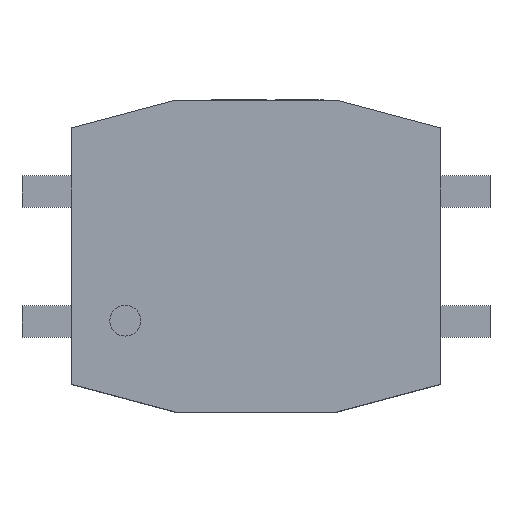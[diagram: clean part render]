
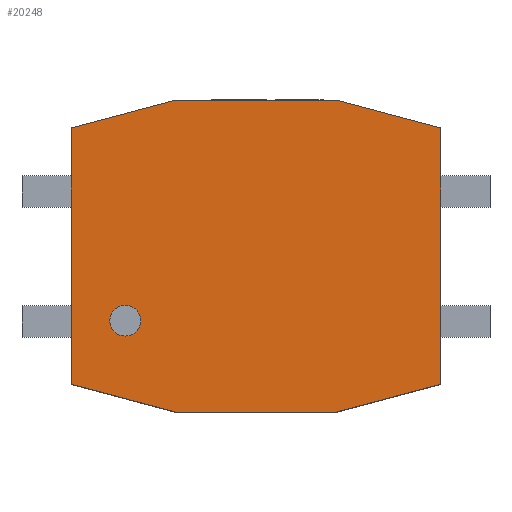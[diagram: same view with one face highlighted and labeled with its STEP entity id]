
A CAD part, top view. The second image highlights one B-rep face of the part: STEP entity #20248.
In plain terms, the highlighted planar face has unit normal (0, 0, 1).
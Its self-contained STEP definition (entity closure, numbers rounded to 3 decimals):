
#163 = EDGE_CURVE ( 'NONE', #15946, #2161, #14989, .T. ) ;
#321 = CARTESIAN_POINT ( 'NONE',  ( -2.515, -1.243, 3.5 ) ) ;
#401 = CARTESIAN_POINT ( 'NONE',  ( 3.55, 3., 3.5 ) ) ;
#705 = CARTESIAN_POINT ( 'NONE',  ( -2.219, -1.243, 3.5 ) ) ;
#1433 = CARTESIAN_POINT ( 'NONE',  ( -2.515, -1.243, 3.5 ) ) ;
#1884 = DIRECTION ( 'NONE',  ( 0., -1., 0. ) ) ;
#2161 = VERTEX_POINT ( 'NONE', #26220 ) ;
#2306 = DIRECTION ( 'NONE',  ( 0.966, 0.259, 0. ) ) ;
#2530 = DIRECTION ( 'NONE',  ( 1., 0., 0. ) ) ;
#2878 = CARTESIAN_POINT ( 'NONE',  ( -3.55, 2.464, 3.5 ) ) ;
#3183 = EDGE_LOOP ( 'NONE', ( #3650, #19375 ) ) ;
#3650 = ORIENTED_EDGE ( 'NONE', *, *, #16182, .F. ) ;
#3895 = VERTEX_POINT ( 'NONE', #2878 ) ;
#3930 = DIRECTION ( 'NONE',  ( 0., 0., 1. ) ) ;
#4084 = DIRECTION ( 'NONE',  ( -1., 0., 0. ) ) ;
#4346 = LINE ( 'NONE', #4514, #31299 ) ;
#4514 = CARTESIAN_POINT ( 'NONE',  ( 0.854, -3.187, 3.5 ) ) ;
#4559 = LINE ( 'NONE', #20518, #13105 ) ;
#4677 = DIRECTION ( 'NONE',  ( 1., 0., 0. ) ) ;
#5408 = CARTESIAN_POINT ( 'NONE',  ( -2.81, -1.243, 3.5 ) ) ;
#5521 = CARTESIAN_POINT ( 'NONE',  ( 1.55, 3., 3.5 ) ) ;
#5944 = VECTOR ( 'NONE', #19946, 1000. ) ;
#6459 = VERTEX_POINT ( 'NONE', #12291 ) ;
#7233 = CARTESIAN_POINT ( 'NONE',  ( -0.854, -3.187, 3.5 ) ) ;
#8968 = CARTESIAN_POINT ( 'NONE',  ( 0., 0., 3.5 ) ) ;
#9347 = VECTOR ( 'NONE', #19294, 1000. ) ;
#10446 = VECTOR ( 'NONE', #12448, 1000. ) ;
#11321 = FACE_BOUND ( 'NONE', #3183, .T. ) ;
#11881 = VERTEX_POINT ( 'NONE', #19738 ) ;
#11992 = CARTESIAN_POINT ( 'NONE',  ( -3.55, -3., 3.5 ) ) ;
#12291 = CARTESIAN_POINT ( 'NONE',  ( -3.55, -2.464, 3.5 ) ) ;
#12366 = LINE ( 'NONE', #401, #14696 ) ;
#12448 = DIRECTION ( 'NONE',  ( 1., 0., 0. ) ) ;
#13105 = VECTOR ( 'NONE', #1884, 1000. ) ;
#13245 = DIRECTION ( 'NONE',  ( 1., 0., 0. ) ) ;
#13852 = PLANE ( 'NONE',  #25504 ) ;
#14373 = DIRECTION ( 'NONE',  ( 0., 0., 1. ) ) ;
#14388 = VERTEX_POINT ( 'NONE', #5408 ) ;
#14432 = EDGE_CURVE ( 'NONE', #3895, #6459, #4559, .T. ) ;
#14440 = DIRECTION ( 'NONE',  ( 0., 1., 0. ) ) ;
#14470 = ORIENTED_EDGE ( 'NONE', *, *, #18362, .T. ) ;
#14696 = VECTOR ( 'NONE', #14440, 1000. ) ;
#14972 = ORIENTED_EDGE ( 'NONE', *, *, #17279, .T. ) ;
#14989 = LINE ( 'NONE', #11992, #10446 ) ;
#15462 = EDGE_CURVE ( 'NONE', #14388, #19855, #26935, .T. ) ;
#15700 = EDGE_CURVE ( 'NONE', #19203, #20703, #12366, .T. ) ;
#15946 = VERTEX_POINT ( 'NONE', #28168 ) ;
#16182 = EDGE_CURVE ( 'NONE', #19855, #14388, #27241, .T. ) ;
#16248 = FACE_OUTER_BOUND ( 'NONE', #30128, .T. ) ;
#16580 = ORIENTED_EDGE ( 'NONE', *, *, #23630, .T. ) ;
#16630 = EDGE_CURVE ( 'NONE', #6459, #15946, #29025, .T. ) ;
#17069 = VECTOR ( 'NONE', #4084, 1000. ) ;
#17279 = EDGE_CURVE ( 'NONE', #20703, #22542, #21542, .T. ) ;
#18362 = EDGE_CURVE ( 'NONE', #11881, #3895, #29470, .T. ) ;
#19158 = CARTESIAN_POINT ( 'NONE',  ( 0.854, 3.187, 3.5 ) ) ;
#19203 = VERTEX_POINT ( 'NONE', #24913 ) ;
#19294 = DIRECTION ( 'NONE',  ( -0.966, -0.259, 0. ) ) ;
#19375 = ORIENTED_EDGE ( 'NONE', *, *, #15462, .F. ) ;
#19540 = ORIENTED_EDGE ( 'NONE', *, *, #14432, .T. ) ;
#19738 = CARTESIAN_POINT ( 'NONE',  ( -1.55, 3., 3.5 ) ) ;
#19855 = VERTEX_POINT ( 'NONE', #705 ) ;
#19946 = DIRECTION ( 'NONE',  ( 0.966, -0.259, 0. ) ) ;
#20117 = AXIS2_PLACEMENT_3D ( 'NONE', #321, #14373, #2530 ) ;
#20230 = ORIENTED_EDGE ( 'NONE', *, *, #163, .T. ) ;
#20248 = ADVANCED_FACE ( 'NONE', ( #11321, #16248 ), #13852, .T. ) ;
#20518 = CARTESIAN_POINT ( 'NONE',  ( -3.55, 3., 3.5 ) ) ;
#20703 = VERTEX_POINT ( 'NONE', #30521 ) ;
#21243 = DIRECTION ( 'NONE',  ( -0.966, 0.259, 0. ) ) ;
#21329 = AXIS2_PLACEMENT_3D ( 'NONE', #1433, #3930, #13245 ) ;
#21542 = LINE ( 'NONE', #19158, #29877 ) ;
#22542 = VERTEX_POINT ( 'NONE', #5521 ) ;
#23007 = ORIENTED_EDGE ( 'NONE', *, *, #15700, .T. ) ;
#23630 = EDGE_CURVE ( 'NONE', #22542, #11881, #23807, .T. ) ;
#23807 = LINE ( 'NONE', #28257, #17069 ) ;
#24070 = CARTESIAN_POINT ( 'NONE',  ( -0.854, 3.187, 3.5 ) ) ;
#24658 = ORIENTED_EDGE ( 'NONE', *, *, #16630, .T. ) ;
#24913 = CARTESIAN_POINT ( 'NONE',  ( 3.55, -2.464, 3.5 ) ) ;
#25504 = AXIS2_PLACEMENT_3D ( 'NONE', #8968, #28387, #4677 ) ;
#26220 = CARTESIAN_POINT ( 'NONE',  ( 1.55, -3., 3.5 ) ) ;
#26935 = CIRCLE ( 'NONE', #21329, 0.296 ) ;
#27241 = CIRCLE ( 'NONE', #20117, 0.296 ) ;
#27560 = ORIENTED_EDGE ( 'NONE', *, *, #28855, .T. ) ;
#28168 = CARTESIAN_POINT ( 'NONE',  ( -1.55, -3., 3.5 ) ) ;
#28257 = CARTESIAN_POINT ( 'NONE',  ( -3.55, 3., 3.5 ) ) ;
#28387 = DIRECTION ( 'NONE',  ( 0., 0., 1. ) ) ;
#28855 = EDGE_CURVE ( 'NONE', #2161, #19203, #4346, .T. ) ;
#29025 = LINE ( 'NONE', #7233, #5944 ) ;
#29470 = LINE ( 'NONE', #24070, #9347 ) ;
#29877 = VECTOR ( 'NONE', #21243, 1000. ) ;
#30128 = EDGE_LOOP ( 'NONE', ( #20230, #27560, #23007, #14972, #16580, #14470, #19540, #24658 ) ) ;
#30521 = CARTESIAN_POINT ( 'NONE',  ( 3.55, 2.464, 3.5 ) ) ;
#31299 = VECTOR ( 'NONE', #2306, 1000. ) ;
